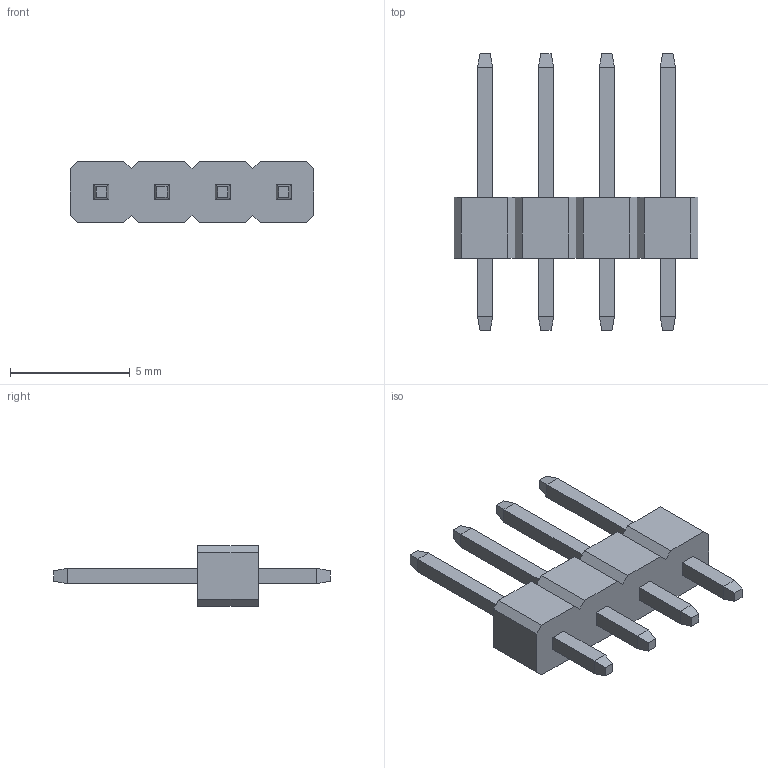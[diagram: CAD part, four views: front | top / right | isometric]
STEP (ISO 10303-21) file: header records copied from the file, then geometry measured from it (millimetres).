
FILE_DESCRIPTION (( 'STEP AP214' ), '1' );
FILE_NAME ('4 pin vertical header.STEP', '2020-05-05T11:16:36', ( '' ), ( '' ), 'SwSTEP 2.0', 'SolidWorks 2019', '' );
FILE_SCHEMA (( 'AUTOMOTIVE_DESIGN' ));
Length unit declared in the file: millimetre
Products named in the file (1): 4 pin vertical header
Bounding box: 10.16 x 11.54 x 2.54 mm (x, y, z)
Volume: 77.9 mm3; surface area: 257.2 mm2
Topology: 5 solids, 5 shells, 100 faces, 238 edges, 148 vertices
Faces by surface type: plane 100
Entity records: 3334 total; most frequent: CARTESIAN_POINT 487, ORIENTED_EDGE 476, DIRECTION 440, EDGE_CURVE 238, VECTOR 238, LINE 238, VERTEX_POINT 148, EDGE_LOOP 108
